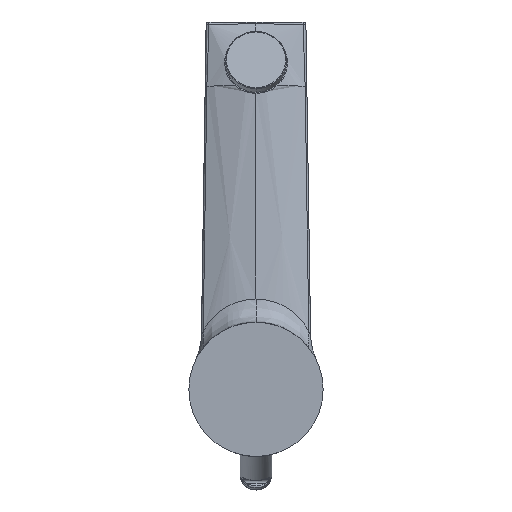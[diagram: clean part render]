
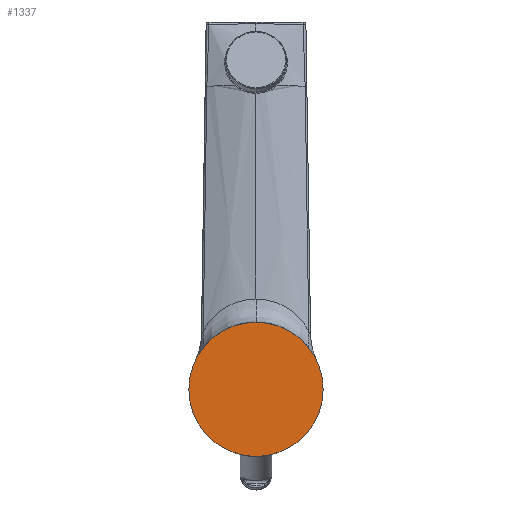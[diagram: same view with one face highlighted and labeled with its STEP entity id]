
A CAD part, front view. The second image highlights one B-rep face of the part: STEP entity #1337.
In plain terms, the highlighted planar face has unit normal (0, -1, 0).
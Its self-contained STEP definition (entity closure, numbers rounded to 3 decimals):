
#9 = ORIENTED_EDGE ( 'NONE', *, *, #6856, .T. ) ;
#518 = EDGE_LOOP ( 'NONE', ( #4435, #9 ) ) ;
#1337 = ADVANCED_FACE ( 'NONE', ( #7385 ), #5205, .T. ) ;
#1698 = EDGE_CURVE ( 'NONE', #6469, #1879, #5606, .T. ) ;
#1780 = AXIS2_PLACEMENT_3D ( 'NONE', #6792, #6626, #6557 ) ;
#1879 = VERTEX_POINT ( 'NONE', #2964 ) ;
#1972 = DIRECTION ( 'NONE',  ( 0., -1., 0. ) ) ;
#2964 = CARTESIAN_POINT ( 'NONE',  ( 0., 0., 23.25 ) ) ;
#3584 = CARTESIAN_POINT ( 'NONE',  ( 0., 0., -23.25 ) ) ;
#3816 = AXIS2_PLACEMENT_3D ( 'NONE', #5005, #4662, #4635 ) ;
#4435 = ORIENTED_EDGE ( 'NONE', *, *, #1698, .T. ) ;
#4635 = DIRECTION ( 'NONE',  ( -1., 0., 0. ) ) ;
#4662 = DIRECTION ( 'NONE',  ( 0., -1., 0. ) ) ;
#5005 = CARTESIAN_POINT ( 'NONE',  ( 0., 0., 23.25 ) ) ;
#5031 = AXIS2_PLACEMENT_3D ( 'NONE', #5553, #1972, #6173 ) ;
#5205 = PLANE ( 'NONE',  #3816 ) ;
#5553 = CARTESIAN_POINT ( 'NONE',  ( 0., 0., 0. ) ) ;
#5606 = CIRCLE ( 'NONE', #1780, 23.25 ) ;
#6173 = DIRECTION ( 'NONE',  ( 0., 0., 1. ) ) ;
#6469 = VERTEX_POINT ( 'NONE', #3584 ) ;
#6557 = DIRECTION ( 'NONE',  ( 0., 0., 1. ) ) ;
#6626 = DIRECTION ( 'NONE',  ( 0., -1., 0. ) ) ;
#6792 = CARTESIAN_POINT ( 'NONE',  ( 0., 0., 0. ) ) ;
#6822 = CIRCLE ( 'NONE', #5031, 23.25 ) ;
#6856 = EDGE_CURVE ( 'NONE', #1879, #6469, #6822, .T. ) ;
#7385 = FACE_OUTER_BOUND ( 'NONE', #518, .T. ) ;
